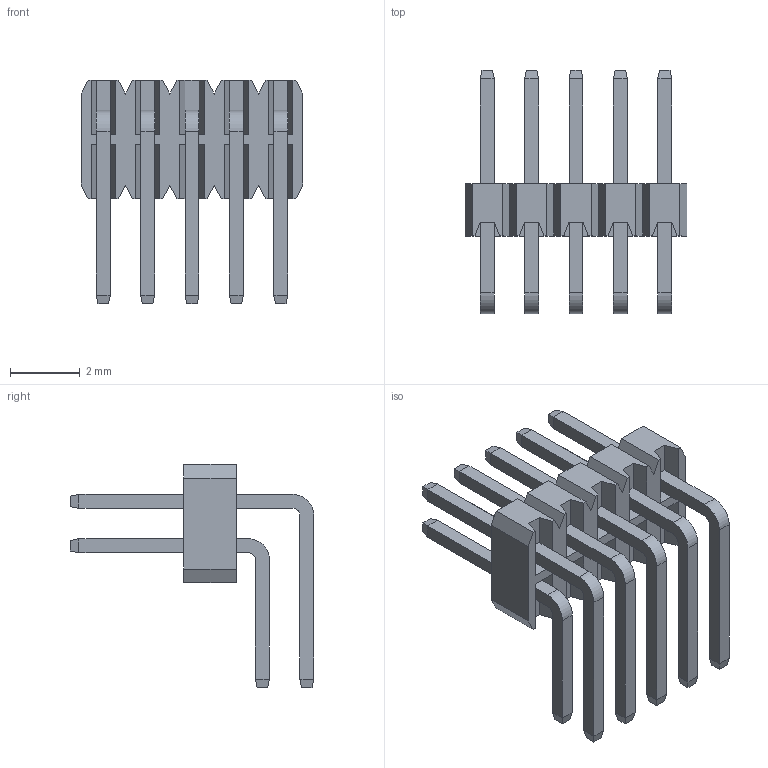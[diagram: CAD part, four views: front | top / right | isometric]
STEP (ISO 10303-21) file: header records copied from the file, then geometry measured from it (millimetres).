
FILE_DESCRIPTION((''),'2;1');
FILE_NAME('FPH12734-D30B1014050703B','2024-02-27T',('工程三'),(''),'PRO/ENGINEER BY PARAMETRIC TECHNOLOGY CORPORATION, 2010280','PRO/ENGINEER BY PARAMETRIC TECHNOLOGY CORPORATION, 2010280','');
FILE_SCHEMA(('CONFIG_CONTROL_DESIGN'));
Length unit declared in the file: millimetre
Products named in the file (1): FPH12734-D30B1014050703B
Bounding box: 6.35 x 6.97 x 6.4 mm (x, y, z)
Volume: 42.9 mm3; surface area: 235.3 mm2
Topology: 1 solids, 1 shells, 294 faces, 736 edges, 464 vertices
Faces by surface type: plane 274, cylinder 20
Entity records: 8558 total; most frequent: CARTESIAN_POINT 1494, ORIENTED_EDGE 1472, DIRECTION 1364, EDGE_CURVE 736, VECTOR 696, LINE 696, VERTEX_POINT 464, AXIS2_PLACEMENT_3D 334
